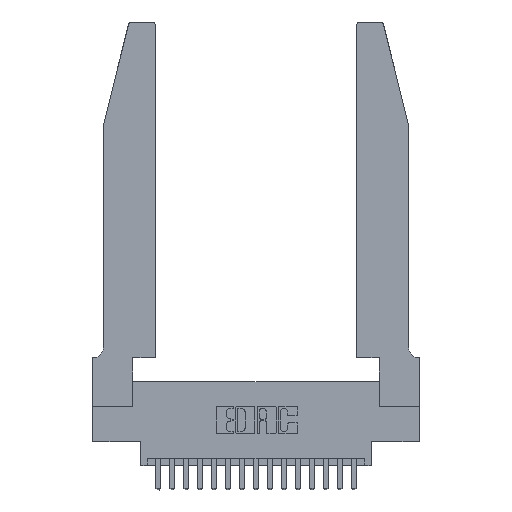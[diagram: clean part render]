
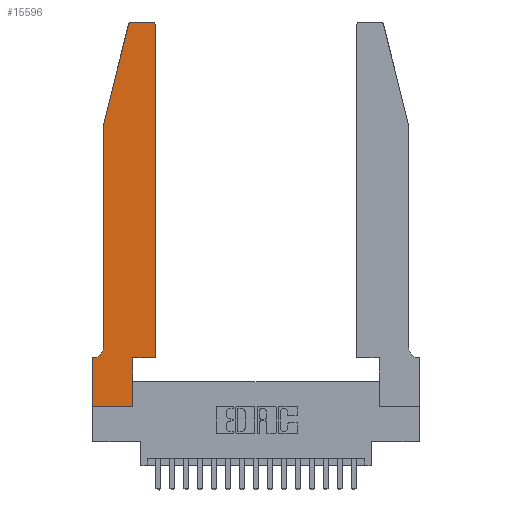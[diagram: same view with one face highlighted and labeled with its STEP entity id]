
A CAD part, top view. The second image highlights one B-rep face of the part: STEP entity #15596.
In plain terms, the highlighted planar face has unit normal (0, 0, 1).
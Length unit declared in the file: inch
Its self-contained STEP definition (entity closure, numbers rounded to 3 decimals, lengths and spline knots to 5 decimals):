
#72 = VERTEX_POINT ( 'NONE', #3361 ) ;
#84 = CARTESIAN_POINT ( 'NONE',  ( 0.25487, 2.72718, 0.37 ) ) ;
#856 = ORIENTED_EDGE ( 'NONE', *, *, #1140, .T. ) ;
#1140 = EDGE_CURVE ( 'NONE', #4044, #6010, #2467, .T. ) ;
#1320 = ORIENTED_EDGE ( 'NONE', *, *, #11508, .T. ) ;
#1570 = CARTESIAN_POINT ( 'NONE',  ( 0.2605, 2.75, 0.37 ) ) ;
#1815 = LINE ( 'NONE', #9653, #14421 ) ;
#1884 = CARTESIAN_POINT ( 'NONE',  ( 0., 0., 0.37 ) ) ;
#2024 = FACE_OUTER_BOUND ( 'NONE', #3189, .T. ) ;
#2467 = LINE ( 'NONE', #6168, #14075 ) ;
#2764 = VERTEX_POINT ( 'NONE', #7307 ) ;
#3181 = VERTEX_POINT ( 'NONE', #15027 ) ;
#3189 = EDGE_LOOP ( 'NONE', ( #15124, #1320, #3244, #6503, #14251, #856, #17866, #19304, #4058, #8051, #11052, #17151 ) ) ;
#3244 = ORIENTED_EDGE ( 'NONE', *, *, #16043, .T. ) ;
#3311 = VERTEX_POINT ( 'NONE', #15371 ) ;
#3361 = CARTESIAN_POINT ( 'NONE',  ( 0.0755, 0.42, 0.37 ) ) ;
#3715 = EDGE_CURVE ( 'NONE', #7529, #2764, #6800, .T. ) ;
#4044 = VERTEX_POINT ( 'NONE', #13807 ) ;
#4058 = ORIENTED_EDGE ( 'NONE', *, *, #3715, .T. ) ;
#4368 = EDGE_CURVE ( 'NONE', #2764, #7909, #11723, .T. ) ;
#4550 = VECTOR ( 'NONE', #6984, 39.37008 ) ;
#4698 = EDGE_CURVE ( 'NONE', #3311, #19553, #9972, .T. ) ;
#5109 = CARTESIAN_POINT ( 'NONE',  ( 0.4505, 0.35, 0.37 ) ) ;
#5352 = CARTESIAN_POINT ( 'NONE',  ( 0.284, 2.75, 0.37 ) ) ;
#5454 = CARTESIAN_POINT ( 'NONE',  ( 0., 0., 0.37 ) ) ;
#5633 = EDGE_CURVE ( 'NONE', #3181, #3311, #15144, .T. ) ;
#5740 = VERTEX_POINT ( 'NONE', #84 ) ;
#6010 = VERTEX_POINT ( 'NONE', #8597 ) ;
#6168 = CARTESIAN_POINT ( 'NONE',  ( 0.0755, 0.35, 0.37 ) ) ;
#6199 = PLANE ( 'NONE',  #19221 ) ;
#6264 = VECTOR ( 'NONE', #14210, 39.37008 ) ;
#6503 = ORIENTED_EDGE ( 'NONE', *, *, #15289, .T. ) ;
#6691 = CARTESIAN_POINT ( 'NONE',  ( 0.2865, 0.35, 0.37 ) ) ;
#6800 = LINE ( 'NONE', #6691, #14726 ) ;
#6984 = DIRECTION ( 'NONE',  ( 0., -1., 0. ) ) ;
#7293 = CARTESIAN_POINT ( 'NONE',  ( 0.284, 2.72, 0.37 ) ) ;
#7307 = CARTESIAN_POINT ( 'NONE',  ( 0.2865, 0.35, 0.37 ) ) ;
#7477 = VECTOR ( 'NONE', #9074, 39.37008 ) ;
#7529 = VERTEX_POINT ( 'NONE', #12843 ) ;
#7909 = VERTEX_POINT ( 'NONE', #20145 ) ;
#7966 = LINE ( 'NONE', #12278, #7477 ) ;
#8051 = ORIENTED_EDGE ( 'NONE', *, *, #4368, .T. ) ;
#8202 = DIRECTION ( 'NONE',  ( 0., 0., -1. ) ) ;
#8296 = DIRECTION ( 'NONE',  ( 0., 1., 0. ) ) ;
#8597 = CARTESIAN_POINT ( 'NONE',  ( 0., 0.35, 0.37 ) ) ;
#8842 = DIRECTION ( 'NONE',  ( 1., 0., 0. ) ) ;
#8865 = DIRECTION ( 'NONE',  ( -0.239, -0.971, 0. ) ) ;
#9074 = DIRECTION ( 'NONE',  ( 0., -1., 0. ) ) ;
#9090 = VERTEX_POINT ( 'NONE', #5454 ) ;
#9279 = DIRECTION ( 'NONE',  ( 0., 0., 1. ) ) ;
#9371 = DIRECTION ( 'NONE',  ( 0., 0., 1. ) ) ;
#9653 = CARTESIAN_POINT ( 'NONE',  ( 0.4505, 0.35, 0.37 ) ) ;
#9745 = DIRECTION ( 'NONE',  ( 1., 0., 0. ) ) ;
#9972 = LINE ( 'NONE', #1570, #6264 ) ;
#10228 = LINE ( 'NONE', #13348, #4550 ) ;
#10388 = LINE ( 'NONE', #18379, #11880 ) ;
#10766 = AXIS2_PLACEMENT_3D ( 'NONE', #17704, #8202, #19290 ) ;
#11052 = ORIENTED_EDGE ( 'NONE', *, *, #14890, .T. ) ;
#11508 = EDGE_CURVE ( 'NONE', #19553, #5740, #17303, .T. ) ;
#11723 = LINE ( 'NONE', #5109, #15948 ) ;
#11880 = VECTOR ( 'NONE', #8865, 39.37008 ) ;
#12209 = CIRCLE ( 'NONE', #10766, 0.07 ) ;
#12278 = CARTESIAN_POINT ( 'NONE',  ( 0.0755, 2., 0.37 ) ) ;
#12843 = CARTESIAN_POINT ( 'NONE',  ( 0.2865, 0., 0.37 ) ) ;
#13280 = VECTOR ( 'NONE', #9745, 39.37008 ) ;
#13348 = CARTESIAN_POINT ( 'NONE',  ( 0., 0., 0.37 ) ) ;
#13768 = LINE ( 'NONE', #1884, #13280 ) ;
#13807 = CARTESIAN_POINT ( 'NONE',  ( 0.0055, 0.35, 0.37 ) ) ;
#14075 = VECTOR ( 'NONE', #19209, 39.37008 ) ;
#14210 = DIRECTION ( 'NONE',  ( -1., 0., 0. ) ) ;
#14251 = ORIENTED_EDGE ( 'NONE', *, *, #20309, .T. ) ;
#14421 = VECTOR ( 'NONE', #15822, 39.37008 ) ;
#14508 = EDGE_CURVE ( 'NONE', #6010, #9090, #10228, .T. ) ;
#14726 = VECTOR ( 'NONE', #8296, 39.37008 ) ;
#14808 = DIRECTION ( 'NONE',  ( 1., 0., 0. ) ) ;
#14890 = EDGE_CURVE ( 'NONE', #7909, #3181, #1815, .T. ) ;
#15027 = CARTESIAN_POINT ( 'NONE',  ( 0.4505, 2.72, 0.37 ) ) ;
#15124 = ORIENTED_EDGE ( 'NONE', *, *, #4698, .T. ) ;
#15144 = CIRCLE ( 'NONE', #18386, 0.03 ) ;
#15289 = EDGE_CURVE ( 'NONE', #18427, #72, #7966, .T. ) ;
#15371 = CARTESIAN_POINT ( 'NONE',  ( 0.4205, 2.75, 0.37 ) ) ;
#15596 = ADVANCED_FACE ( 'NONE', ( #2024 ), #6199, .T. ) ;
#15822 = DIRECTION ( 'NONE',  ( 0., 1., 0. ) ) ;
#15948 = VECTOR ( 'NONE', #16169, 39.37008 ) ;
#16043 = EDGE_CURVE ( 'NONE', #5740, #18427, #10388, .T. ) ;
#16169 = DIRECTION ( 'NONE',  ( 1., 0., 0. ) ) ;
#16584 = CARTESIAN_POINT ( 'NONE',  ( 0.0755, 2., 0.37 ) ) ;
#17151 = ORIENTED_EDGE ( 'NONE', *, *, #5633, .T. ) ;
#17287 = CARTESIAN_POINT ( 'NONE',  ( 0., 0.35, 0.37 ) ) ;
#17303 = CIRCLE ( 'NONE', #18681, 0.03 ) ;
#17704 = CARTESIAN_POINT ( 'NONE',  ( 0.0055, 0.42, 0.37 ) ) ;
#17866 = ORIENTED_EDGE ( 'NONE', *, *, #14508, .T. ) ;
#18215 = EDGE_CURVE ( 'NONE', #9090, #7529, #13768, .T. ) ;
#18349 = DIRECTION ( 'NONE',  ( 0., 0., 1. ) ) ;
#18379 = CARTESIAN_POINT ( 'NONE',  ( 0.0755, 2., 0.37 ) ) ;
#18386 = AXIS2_PLACEMENT_3D ( 'NONE', #18788, #9279, #20363 ) ;
#18427 = VERTEX_POINT ( 'NONE', #16584 ) ;
#18681 = AXIS2_PLACEMENT_3D ( 'NONE', #7293, #18349, #8842 ) ;
#18788 = CARTESIAN_POINT ( 'NONE',  ( 0.4205, 2.72, 0.37 ) ) ;
#19209 = DIRECTION ( 'NONE',  ( -1., 0., 0. ) ) ;
#19221 = AXIS2_PLACEMENT_3D ( 'NONE', #17287, #9371, #14808 ) ;
#19290 = DIRECTION ( 'NONE',  ( -1., 0., 0. ) ) ;
#19304 = ORIENTED_EDGE ( 'NONE', *, *, #18215, .T. ) ;
#19553 = VERTEX_POINT ( 'NONE', #5352 ) ;
#20145 = CARTESIAN_POINT ( 'NONE',  ( 0.4505, 0.35, 0.37 ) ) ;
#20309 = EDGE_CURVE ( 'NONE', #72, #4044, #12209, .T. ) ;
#20363 = DIRECTION ( 'NONE',  ( 1., 0., 0. ) ) ;
